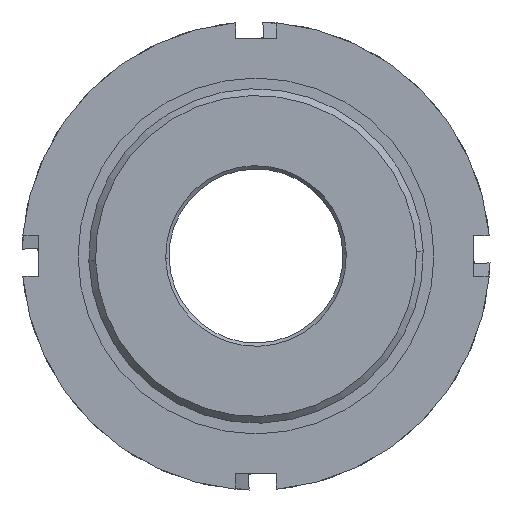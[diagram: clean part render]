
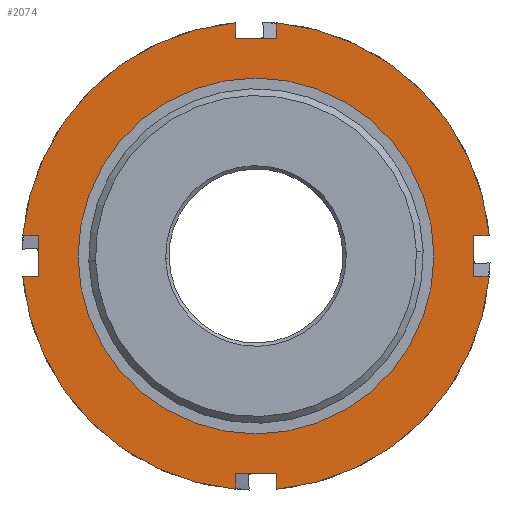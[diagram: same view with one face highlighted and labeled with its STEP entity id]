
A CAD part, front view. The second image highlights one B-rep face of the part: STEP entity #2074.
In plain terms, the highlighted planar face has unit normal (0, -1, 0).
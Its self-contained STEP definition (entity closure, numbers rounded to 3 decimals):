
#10 = CARTESIAN_POINT ( 'NONE',  ( -34.871, -23.269, -3. ) ) ;
#33 = LINE ( 'NONE', #3072, #2855 ) ;
#61 = DIRECTION ( 'NONE',  ( 0., 0., -1. ) ) ;
#98 = AXIS2_PLACEMENT_3D ( 'NONE', #3795, #575, #1749 ) ;
#153 = CARTESIAN_POINT ( 'NONE',  ( -3., -23.269, -32.5 ) ) ;
#182 = ORIENTED_EDGE ( 'NONE', *, *, #2244, .F. ) ;
#185 = VERTEX_POINT ( 'NONE', #1620 ) ;
#222 = ORIENTED_EDGE ( 'NONE', *, *, #645, .F. ) ;
#230 = CIRCLE ( 'NONE', #1556, 35. ) ;
#236 = CARTESIAN_POINT ( 'NONE',  ( 26.6, -23.269, -3. ) ) ;
#250 = EDGE_CURVE ( 'NONE', #2324, #1989, #1537, .T. ) ;
#293 = DIRECTION ( 'NONE',  ( 1., 0., 0. ) ) ;
#314 = CIRCLE ( 'NONE', #3730, 35. ) ;
#377 = DIRECTION ( 'NONE',  ( 0., 1., 0. ) ) ;
#378 = CARTESIAN_POINT ( 'NONE',  ( 0., -23.269, 0. ) ) ;
#388 = CARTESIAN_POINT ( 'NONE',  ( 26.6, -23.269, 0. ) ) ;
#432 = CARTESIAN_POINT ( 'NONE',  ( -3., -23.269, 32.5 ) ) ;
#459 = VERTEX_POINT ( 'NONE', #2415 ) ;
#486 = ORIENTED_EDGE ( 'NONE', *, *, #1321, .F. ) ;
#487 = ORIENTED_EDGE ( 'NONE', *, *, #2667, .F. ) ;
#494 = LINE ( 'NONE', #236, #1995 ) ;
#575 = DIRECTION ( 'NONE',  ( 0., 1., 0. ) ) ;
#594 = CARTESIAN_POINT ( 'NONE',  ( 0., -23.269, 32.5 ) ) ;
#617 = LINE ( 'NONE', #1238, #2226 ) ;
#620 = ORIENTED_EDGE ( 'NONE', *, *, #1877, .T. ) ;
#645 = EDGE_CURVE ( 'NONE', #2505, #459, #1140, .T. ) ;
#717 = CARTESIAN_POINT ( 'NONE',  ( -32.5, -23.269, -3. ) ) ;
#763 = LINE ( 'NONE', #2869, #3139 ) ;
#764 = VECTOR ( 'NONE', #2747, 1000. ) ;
#767 = DIRECTION ( 'NONE',  ( -1., 0., 0. ) ) ;
#785 = CARTESIAN_POINT ( 'NONE',  ( 0., -23.269, 0. ) ) ;
#788 = DIRECTION ( 'NONE',  ( 0., 1., 0. ) ) ;
#848 = AXIS2_PLACEMENT_3D ( 'NONE', #3142, #788, #3725 ) ;
#889 = VECTOR ( 'NONE', #2721, 1000. ) ;
#896 = ORIENTED_EDGE ( 'NONE', *, *, #1604, .F. ) ;
#935 = DIRECTION ( 'NONE',  ( -1., 0., 0. ) ) ;
#1025 = DIRECTION ( 'NONE',  ( 0., 1., 0. ) ) ;
#1106 = VERTEX_POINT ( 'NONE', #2329 ) ;
#1140 = CIRCLE ( 'NONE', #848, 35. ) ;
#1188 = DIRECTION ( 'NONE',  ( 0., 1., 0. ) ) ;
#1196 = EDGE_CURVE ( 'NONE', #1106, #1719, #33, .T. ) ;
#1197 = CARTESIAN_POINT ( 'NONE',  ( 26.6, -23.269, 3. ) ) ;
#1219 = DIRECTION ( 'NONE',  ( -1., 0., 0. ) ) ;
#1238 = CARTESIAN_POINT ( 'NONE',  ( 3., -23.269, 0. ) ) ;
#1245 = CARTESIAN_POINT ( 'NONE',  ( -3., -23.269, -34.871 ) ) ;
#1283 = CARTESIAN_POINT ( 'NONE',  ( 3., -23.269, 0. ) ) ;
#1316 = AXIS2_PLACEMENT_3D ( 'NONE', #378, #2080, #935 ) ;
#1321 = EDGE_CURVE ( 'NONE', #1989, #2653, #230, .T. ) ;
#1367 = DIRECTION ( 'NONE',  ( 0., 0., -1. ) ) ;
#1492 = ORIENTED_EDGE ( 'NONE', *, *, #3152, .F. ) ;
#1518 = VECTOR ( 'NONE', #2002, 1000. ) ;
#1537 = LINE ( 'NONE', #1283, #3578 ) ;
#1543 = ORIENTED_EDGE ( 'NONE', *, *, #1549, .T. ) ;
#1549 = EDGE_CURVE ( 'NONE', #2141, #2466, #2326, .T. ) ;
#1556 = AXIS2_PLACEMENT_3D ( 'NONE', #785, #1025, #767 ) ;
#1604 = EDGE_CURVE ( 'NONE', #3382, #3249, #314, .T. ) ;
#1617 = LINE ( 'NONE', #3097, #2735 ) ;
#1620 = CARTESIAN_POINT ( 'NONE',  ( 3., -23.269, -34.871 ) ) ;
#1655 = AXIS2_PLACEMENT_3D ( 'NONE', #388, #377, #1830 ) ;
#1672 = ORIENTED_EDGE ( 'NONE', *, *, #1196, .F. ) ;
#1709 = LINE ( 'NONE', #2884, #1900 ) ;
#1719 = VERTEX_POINT ( 'NONE', #153 ) ;
#1749 = DIRECTION ( 'NONE',  ( -1., 0., 0. ) ) ;
#1780 = CARTESIAN_POINT ( 'NONE',  ( 26.6, -23.269, 0. ) ) ;
#1801 = VECTOR ( 'NONE', #293, 1000. ) ;
#1830 = DIRECTION ( 'NONE',  ( -1., 0., 0. ) ) ;
#1877 = EDGE_CURVE ( 'NONE', #3077, #3249, #494, .T. ) ;
#1900 = VECTOR ( 'NONE', #2333, 1000. ) ;
#1904 = FACE_BOUND ( 'NONE', #2592, .T. ) ;
#1938 = LINE ( 'NONE', #3176, #1518 ) ;
#1967 = CARTESIAN_POINT ( 'NONE',  ( -34.871, -23.269, 3. ) ) ;
#1968 = DIRECTION ( 'NONE',  ( -1., 0., 0. ) ) ;
#1989 = VERTEX_POINT ( 'NONE', #2381 ) ;
#1993 = EDGE_LOOP ( 'NONE', ( #1492, #3121, #620, #896, #2889, #1672, #2932, #2456, #2563, #182, #3520, #486, #3195, #487, #3464, #222 ) ) ;
#1995 = VECTOR ( 'NONE', #1968, 1000. ) ;
#1996 = EDGE_CURVE ( 'NONE', #2423, #185, #2419, .T. ) ;
#2002 = DIRECTION ( 'NONE',  ( -1., 0., 0. ) ) ;
#2051 = CARTESIAN_POINT ( 'NONE',  ( 34.871, -23.269, 3. ) ) ;
#2074 = ADVANCED_FACE ( 'NONE', ( #1904, #2695 ), #3050, .F. ) ;
#2080 = DIRECTION ( 'NONE',  ( 0., 1., 0. ) ) ;
#2141 = VERTEX_POINT ( 'NONE', #1780 ) ;
#2146 = EDGE_CURVE ( 'NONE', #2466, #2141, #2465, .T. ) ;
#2171 = DIRECTION ( 'NONE',  ( 0., 0., 1. ) ) ;
#2213 = DIRECTION ( 'NONE',  ( 0., 0., 1. ) ) ;
#2217 = VECTOR ( 'NONE', #2213, 1000. ) ;
#2222 = EDGE_CURVE ( 'NONE', #3346, #2653, #3704, .T. ) ;
#2226 = VECTOR ( 'NONE', #61, 1000. ) ;
#2244 = EDGE_CURVE ( 'NONE', #3346, #2404, #3612, .T. ) ;
#2252 = EDGE_CURVE ( 'NONE', #1106, #185, #617, .T. ) ;
#2254 = CARTESIAN_POINT ( 'NONE',  ( -26.6, -23.269, 0. ) ) ;
#2263 = ORIENTED_EDGE ( 'NONE', *, *, #2146, .T. ) ;
#2324 = VERTEX_POINT ( 'NONE', #2815 ) ;
#2326 = CIRCLE ( 'NONE', #3403, 26.6 ) ;
#2329 = CARTESIAN_POINT ( 'NONE',  ( 3., -23.269, -32.5 ) ) ;
#2333 = DIRECTION ( 'NONE',  ( 1., 0., 0. ) ) ;
#2346 = DIRECTION ( 'NONE',  ( -1., 0., 0. ) ) ;
#2381 = CARTESIAN_POINT ( 'NONE',  ( 3., -23.269, 34.871 ) ) ;
#2400 = LINE ( 'NONE', #3538, #2217 ) ;
#2403 = VERTEX_POINT ( 'NONE', #432 ) ;
#2404 = VERTEX_POINT ( 'NONE', #3663 ) ;
#2415 = CARTESIAN_POINT ( 'NONE',  ( -3., -23.269, 34.871 ) ) ;
#2419 = CIRCLE ( 'NONE', #98, 35. ) ;
#2423 = VERTEX_POINT ( 'NONE', #2519 ) ;
#2456 = ORIENTED_EDGE ( 'NONE', *, *, #1996, .F. ) ;
#2465 = CIRCLE ( 'NONE', #1316, 26.6 ) ;
#2466 = VERTEX_POINT ( 'NONE', #2254 ) ;
#2468 = VERTEX_POINT ( 'NONE', #2553 ) ;
#2505 = VERTEX_POINT ( 'NONE', #1967 ) ;
#2519 = CARTESIAN_POINT ( 'NONE',  ( 34.871, -23.269, -3. ) ) ;
#2553 = CARTESIAN_POINT ( 'NONE',  ( -32.5, -23.269, 3. ) ) ;
#2563 = ORIENTED_EDGE ( 'NONE', *, *, #2635, .F. ) ;
#2592 = EDGE_LOOP ( 'NONE', ( #2263, #1543 ) ) ;
#2635 = EDGE_CURVE ( 'NONE', #2404, #2423, #1709, .T. ) ;
#2651 = CARTESIAN_POINT ( 'NONE',  ( 0., -23.269, 0. ) ) ;
#2653 = VERTEX_POINT ( 'NONE', #2051 ) ;
#2667 = EDGE_CURVE ( 'NONE', #2403, #2324, #2973, .T. ) ;
#2695 = FACE_OUTER_BOUND ( 'NONE', #1993, .T. ) ;
#2712 = CARTESIAN_POINT ( 'NONE',  ( 0., -23.269, 0. ) ) ;
#2721 = DIRECTION ( 'NONE',  ( 1., 0., 0. ) ) ;
#2735 = VECTOR ( 'NONE', #3105, 1000. ) ;
#2738 = CARTESIAN_POINT ( 'NONE',  ( 32.5, -23.269, 3. ) ) ;
#2747 = DIRECTION ( 'NONE',  ( 0., 0., -1. ) ) ;
#2779 = DIRECTION ( 'NONE',  ( -1., 0., 0. ) ) ;
#2815 = CARTESIAN_POINT ( 'NONE',  ( 3., -23.269, 32.5 ) ) ;
#2855 = VECTOR ( 'NONE', #2779, 1000. ) ;
#2869 = CARTESIAN_POINT ( 'NONE',  ( -3., -23.269, 0. ) ) ;
#2884 = CARTESIAN_POINT ( 'NONE',  ( 26.6, -23.269, -3. ) ) ;
#2889 = ORIENTED_EDGE ( 'NONE', *, *, #3067, .F. ) ;
#2932 = ORIENTED_EDGE ( 'NONE', *, *, #2252, .T. ) ;
#2973 = LINE ( 'NONE', #594, #1801 ) ;
#3050 = PLANE ( 'NONE',  #1655 ) ;
#3067 = EDGE_CURVE ( 'NONE', #1719, #3382, #763, .T. ) ;
#3072 = CARTESIAN_POINT ( 'NONE',  ( 0., -23.269, -32.5 ) ) ;
#3077 = VERTEX_POINT ( 'NONE', #717 ) ;
#3097 = CARTESIAN_POINT ( 'NONE',  ( -3., -23.269, 0. ) ) ;
#3105 = DIRECTION ( 'NONE',  ( 0., 0., 1. ) ) ;
#3121 = ORIENTED_EDGE ( 'NONE', *, *, #3747, .F. ) ;
#3139 = VECTOR ( 'NONE', #1367, 1000. ) ;
#3142 = CARTESIAN_POINT ( 'NONE',  ( 0., -23.269, 0. ) ) ;
#3152 = EDGE_CURVE ( 'NONE', #2468, #2505, #1938, .T. ) ;
#3176 = CARTESIAN_POINT ( 'NONE',  ( 26.6, -23.269, 3. ) ) ;
#3195 = ORIENTED_EDGE ( 'NONE', *, *, #250, .F. ) ;
#3249 = VERTEX_POINT ( 'NONE', #10 ) ;
#3269 = DIRECTION ( 'NONE',  ( 0., 1., 0. ) ) ;
#3346 = VERTEX_POINT ( 'NONE', #2738 ) ;
#3382 = VERTEX_POINT ( 'NONE', #1245 ) ;
#3403 = AXIS2_PLACEMENT_3D ( 'NONE', #2651, #1188, #2346 ) ;
#3464 = ORIENTED_EDGE ( 'NONE', *, *, #3484, .T. ) ;
#3484 = EDGE_CURVE ( 'NONE', #2403, #459, #1617, .T. ) ;
#3520 = ORIENTED_EDGE ( 'NONE', *, *, #2222, .T. ) ;
#3538 = CARTESIAN_POINT ( 'NONE',  ( -32.5, -23.269, 0. ) ) ;
#3578 = VECTOR ( 'NONE', #2171, 1000. ) ;
#3589 = CARTESIAN_POINT ( 'NONE',  ( 32.5, -23.269, 0. ) ) ;
#3612 = LINE ( 'NONE', #3589, #764 ) ;
#3663 = CARTESIAN_POINT ( 'NONE',  ( 32.5, -23.269, -3. ) ) ;
#3704 = LINE ( 'NONE', #1197, #889 ) ;
#3725 = DIRECTION ( 'NONE',  ( -1., 0., 0. ) ) ;
#3730 = AXIS2_PLACEMENT_3D ( 'NONE', #2712, #3269, #1219 ) ;
#3747 = EDGE_CURVE ( 'NONE', #3077, #2468, #2400, .T. ) ;
#3795 = CARTESIAN_POINT ( 'NONE',  ( 0., -23.269, 0. ) ) ;
